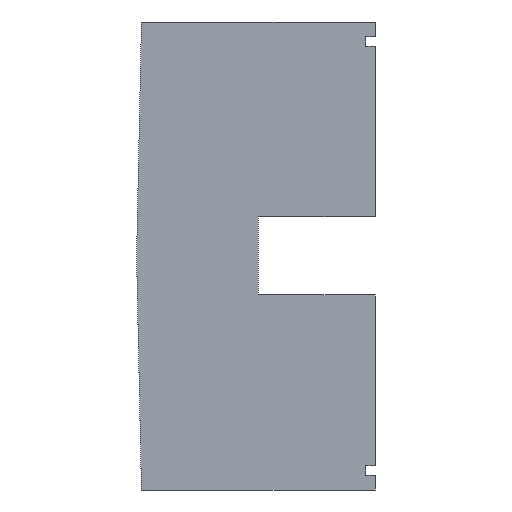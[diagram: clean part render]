
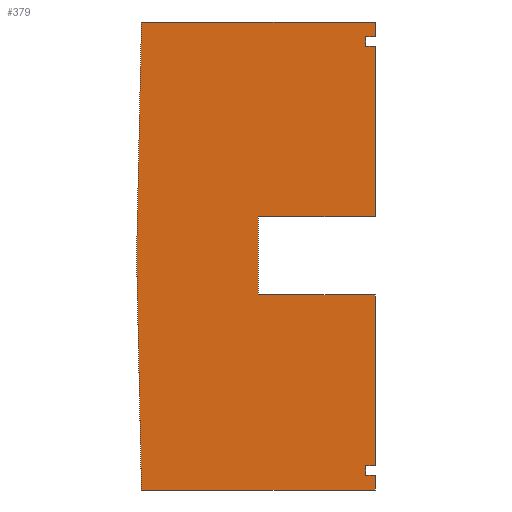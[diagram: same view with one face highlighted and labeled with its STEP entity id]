
A CAD part, left-side view. The second image highlights one B-rep face of the part: STEP entity #379.
In plain terms, the highlighted planar face has unit normal (-1, 0, 0).
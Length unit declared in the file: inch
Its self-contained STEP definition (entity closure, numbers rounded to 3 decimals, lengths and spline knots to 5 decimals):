
#33=FACE_OUTER_BOUND('',#52,.T.);
#52=EDGE_LOOP('',(#325,#326,#327,#328,#329,#330,#331,#332,#333,#334,#335,
#336,#337,#338,#339,#340,#341));
#55=LINE('',#512,#106);
#59=LINE('',#519,#110);
#75=LINE('',#552,#126);
#77=LINE('',#556,#128);
#79=LINE('',#560,#130);
#81=LINE('',#564,#132);
#83=LINE('',#568,#134);
#85=LINE('',#572,#136);
#87=LINE('',#576,#138);
#89=LINE('',#580,#140);
#91=LINE('',#584,#142);
#93=LINE('',#588,#144);
#95=LINE('',#592,#146);
#97=LINE('',#596,#148);
#99=LINE('',#600,#150);
#102=LINE('',#605,#153);
#103=LINE('',#607,#154);
#106=VECTOR('',#419,0.3937);
#110=VECTOR('',#425,0.3937);
#126=VECTOR('',#445,0.3937);
#128=VECTOR('',#449,0.3937);
#130=VECTOR('',#453,0.3937);
#132=VECTOR('',#457,0.3937);
#134=VECTOR('',#461,0.3937);
#136=VECTOR('',#465,0.3937);
#138=VECTOR('',#469,0.3937);
#140=VECTOR('',#473,0.3937);
#142=VECTOR('',#477,0.3937);
#144=VECTOR('',#481,0.3937);
#146=VECTOR('',#485,0.3937);
#148=VECTOR('',#489,0.3937);
#150=VECTOR('',#493,0.3937);
#153=VECTOR('',#498,0.3937);
#154=VECTOR('',#501,0.3937);
#157=VERTEX_POINT('',#509);
#158=VERTEX_POINT('',#511);
#160=VERTEX_POINT('',#517);
#175=VERTEX_POINT('',#551);
#176=VERTEX_POINT('',#555);
#177=VERTEX_POINT('',#559);
#178=VERTEX_POINT('',#563);
#179=VERTEX_POINT('',#567);
#180=VERTEX_POINT('',#571);
#181=VERTEX_POINT('',#575);
#182=VERTEX_POINT('',#579);
#183=VERTEX_POINT('',#583);
#184=VERTEX_POINT('',#587);
#185=VERTEX_POINT('',#591);
#186=VERTEX_POINT('',#595);
#187=VERTEX_POINT('',#599);
#188=VERTEX_POINT('',#603);
#191=EDGE_CURVE('',#157,#158,#55,.T.);
#195=EDGE_CURVE('',#160,#157,#59,.T.);
#211=EDGE_CURVE('',#158,#175,#75,.F.);
#213=EDGE_CURVE('',#175,#176,#77,.T.);
#215=EDGE_CURVE('',#177,#176,#79,.T.);
#217=EDGE_CURVE('',#178,#177,#81,.T.);
#219=EDGE_CURVE('',#179,#178,#83,.T.);
#221=EDGE_CURVE('',#179,#180,#85,.T.);
#223=EDGE_CURVE('',#181,#180,#87,.T.);
#225=EDGE_CURVE('',#182,#181,#89,.T.);
#227=EDGE_CURVE('',#183,#182,#91,.T.);
#229=EDGE_CURVE('',#183,#184,#93,.T.);
#231=EDGE_CURVE('',#185,#184,#95,.T.);
#233=EDGE_CURVE('',#186,#185,#97,.T.);
#235=EDGE_CURVE('',#187,#186,#99,.T.);
#238=EDGE_CURVE('',#160,#188,#102,.T.);
#239=EDGE_CURVE('',#187,#188,#103,.T.);
#325=ORIENTED_EDGE('',*,*,#235,.T.);
#326=ORIENTED_EDGE('',*,*,#233,.T.);
#327=ORIENTED_EDGE('',*,*,#231,.T.);
#328=ORIENTED_EDGE('',*,*,#229,.F.);
#329=ORIENTED_EDGE('',*,*,#227,.T.);
#330=ORIENTED_EDGE('',*,*,#225,.T.);
#331=ORIENTED_EDGE('',*,*,#223,.T.);
#332=ORIENTED_EDGE('',*,*,#221,.F.);
#333=ORIENTED_EDGE('',*,*,#219,.T.);
#334=ORIENTED_EDGE('',*,*,#217,.T.);
#335=ORIENTED_EDGE('',*,*,#215,.T.);
#336=ORIENTED_EDGE('',*,*,#213,.F.);
#337=ORIENTED_EDGE('',*,*,#211,.F.);
#338=ORIENTED_EDGE('',*,*,#191,.F.);
#339=ORIENTED_EDGE('',*,*,#195,.F.);
#340=ORIENTED_EDGE('',*,*,#238,.T.);
#341=ORIENTED_EDGE('',*,*,#239,.F.);
#360=PLANE('',#412);
#379=ADVANCED_FACE('',(#33),#360,.F.);
#412=AXIS2_PLACEMENT_3D('',#608,#502,#503);
#419=DIRECTION('',(0.,-0.021,1.));
#425=DIRECTION('',(0.,0.021,1.));
#445=DIRECTION('',(0.,1.,0.));
#449=DIRECTION('',(0.,0.,-1.));
#453=DIRECTION('',(0.,-1.,0.));
#457=DIRECTION('',(0.,0.,1.));
#461=DIRECTION('',(0.,1.,0.));
#465=DIRECTION('',(0.,0.,-1.));
#469=DIRECTION('',(0.,-1.,0.));
#473=DIRECTION('',(0.,0.,1.));
#477=DIRECTION('',(0.,1.,0.));
#481=DIRECTION('',(0.,0.,-1.));
#485=DIRECTION('',(0.,-1.,0.));
#489=DIRECTION('',(0.,0.,1.));
#493=DIRECTION('',(0.,1.,0.));
#498=DIRECTION('',(0.,-1.,0.));
#501=DIRECTION('',(0.,0.,-1.));
#502=DIRECTION('center_axis',(1.,0.,0.));
#503=DIRECTION('ref_axis',(0.,-1.,0.));
#509=CARTESIAN_POINT('',(-57.,146.125,-10.));
#511=CARTESIAN_POINT('',(-57.,146.,-4.));
#512=CARTESIAN_POINT('',(-57.,146.125,-10.));
#517=CARTESIAN_POINT('',(-57.,146.,-16.));
#519=CARTESIAN_POINT('',(-57.,146.,-16.));
#551=CARTESIAN_POINT('',(-57.,140.,-4.));
#552=CARTESIAN_POINT('',(-57.,144.5,-4.));
#555=CARTESIAN_POINT('',(-57.,140.,-4.375));
#556=CARTESIAN_POINT('',(-57.,140.,0.));
#559=CARTESIAN_POINT('',(-57.,140.25,-4.375));
#560=CARTESIAN_POINT('',(-57.,143.125,-4.375));
#563=CARTESIAN_POINT('',(-57.,140.25,-4.625));
#564=CARTESIAN_POINT('',(-57.,140.25,-2.3125));
#567=CARTESIAN_POINT('',(-57.,140.,-4.625));
#568=CARTESIAN_POINT('',(-57.,143.,-4.625));
#571=CARTESIAN_POINT('',(-57.,140.,-9.));
#572=CARTESIAN_POINT('',(-57.,140.,0.));
#575=CARTESIAN_POINT('',(-57.,143.,-9.));
#576=CARTESIAN_POINT('',(-57.,144.5,-9.));
#579=CARTESIAN_POINT('',(-57.,143.,-11.));
#580=CARTESIAN_POINT('',(-57.,143.,-5.5));
#583=CARTESIAN_POINT('',(-57.,140.,-11.));
#584=CARTESIAN_POINT('',(-57.,143.,-11.));
#587=CARTESIAN_POINT('',(-57.,140.,-15.375));
#588=CARTESIAN_POINT('',(-57.,140.,0.));
#591=CARTESIAN_POINT('',(-57.,140.25,-15.375));
#592=CARTESIAN_POINT('',(-57.,143.125,-15.375));
#595=CARTESIAN_POINT('',(-57.,140.25,-15.625));
#596=CARTESIAN_POINT('',(-57.,140.25,-7.8125));
#599=CARTESIAN_POINT('',(-57.,140.,-15.625));
#600=CARTESIAN_POINT('',(-57.,143.,-15.625));
#603=CARTESIAN_POINT('',(-57.,140.,-16.));
#605=CARTESIAN_POINT('',(-57.,144.5,-16.));
#607=CARTESIAN_POINT('',(-57.,140.,0.));
#608=CARTESIAN_POINT('Origin',(-57.,146.,0.));
